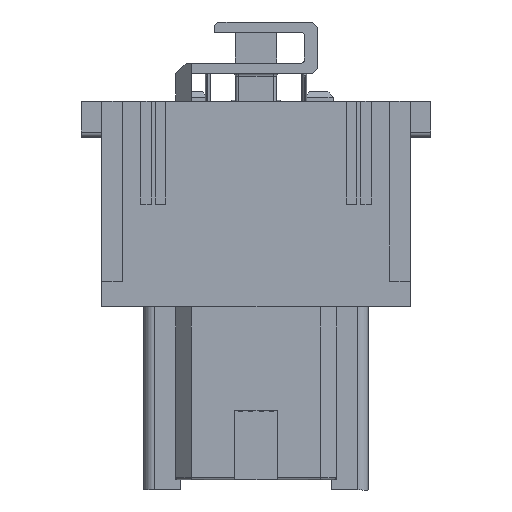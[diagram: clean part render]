
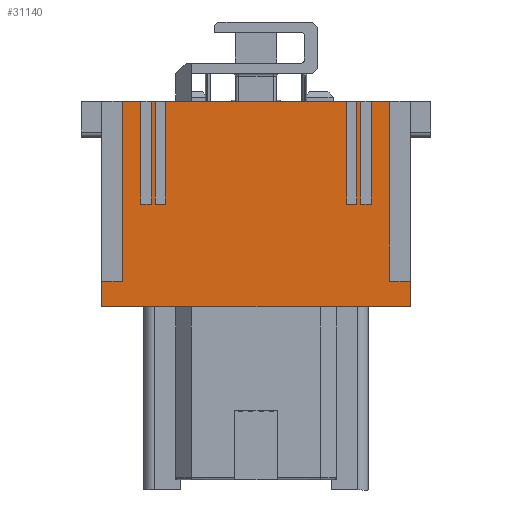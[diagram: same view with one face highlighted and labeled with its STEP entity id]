
A CAD part, left-side view. The second image highlights one B-rep face of the part: STEP entity #31140.
In plain terms, the highlighted face is planar.
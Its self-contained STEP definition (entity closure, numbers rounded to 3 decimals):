
#4710=CARTESIAN_POINT('',(56.048,78.257,
-4.));
#4720=VERTEX_POINT('',#4710);
#6460=CARTESIAN_POINT('',(56.048,78.257,
-30.));
#6470=VERTEX_POINT('',#6460);
#6500=CARTESIAN_POINT('',(56.048,78.257,0.));
#6510=DIRECTION('',(0.,0.,1.));
#6520=VECTOR('',#6510,1.);
#6530=LINE('',#6500,#6520);
#6540=CARTESIAN_POINT('',(56.048,78.257,
-28.195));
#6550=VERTEX_POINT('',#6540);
#6560=EDGE_CURVE('',#6470,#6550,#6530,.T.);
#6780=CARTESIAN_POINT('',(56.048,78.257,
-27.195));
#6790=VERTEX_POINT('',#6780);
#6820=CARTESIAN_POINT('',(56.048,78.257,
-26.805));
#6830=VERTEX_POINT('',#6820);
#6840=EDGE_CURVE('',#6790,#6830,#6530,.T.);
#7060=CARTESIAN_POINT('',(56.048,78.257,
-25.805));
#7070=VERTEX_POINT('',#7060);
#7100=CARTESIAN_POINT('',(56.048,78.257,
-8.195));
#7110=VERTEX_POINT('',#7100);
#7120=EDGE_CURVE('',#7070,#7110,#6530,.T.);
#7340=CARTESIAN_POINT('',(56.048,78.257,
-7.195));
#7350=VERTEX_POINT('',#7340);
#7380=CARTESIAN_POINT('',(56.048,78.257,
-6.805));
#7390=VERTEX_POINT('',#7380);
#7400=EDGE_CURVE('',#7350,#7390,#6530,.T.);
#7620=CARTESIAN_POINT('',(56.048,78.257,
-5.805));
#7630=VERTEX_POINT('',#7620);
#7660=EDGE_CURVE('',#7630,#4720,#6530,.T.);
#8830=CARTESIAN_POINT('',(56.048,68.257,
-28.195));
#8840=VERTEX_POINT('',#8830);
#8870=CARTESIAN_POINT('',(56.048,68.257,0.));
#8880=DIRECTION('',(0.,0.,1.));
#8890=VECTOR('',#8880,1.);
#8900=LINE('',#8870,#8890);
#8910=CARTESIAN_POINT('',(56.048,68.257,
-27.195));
#8920=VERTEX_POINT('',#8910);
#8930=EDGE_CURVE('',#8840,#8920,#8900,.T.);
#9210=CARTESIAN_POINT('',(56.048,68.257,
-6.805));
#9220=VERTEX_POINT('',#9210);
#9270=CARTESIAN_POINT('',(56.048,68.257,0.));
#9280=DIRECTION('',(0.,0.,1.));
#9290=VECTOR('',#9280,1.);
#9300=LINE('',#9270,#9290);
#9310=CARTESIAN_POINT('',(56.048,68.257,
-5.805));
#9320=VERTEX_POINT('',#9310);
#9330=EDGE_CURVE('',#9220,#9320,#9300,.T.);
#17730=CARTESIAN_POINT('',(56.048,0.,-8.195));
#17740=DIRECTION('',(0.,-1.,0.));
#17750=VECTOR('',#17740,1.);
#17760=LINE('',#17730,#17750);
#17770=CARTESIAN_POINT('',(56.048,68.257,-8.195)
);
#17780=VERTEX_POINT('',#17770);
#17790=EDGE_CURVE('',#7110,#17780,#17760,.T.);
#18500=CARTESIAN_POINT('',(56.048,60.757,-30.)
);
#18510=VERTEX_POINT('',#18500);
#18660=CARTESIAN_POINT('',(56.048,60.757,-32.)
);
#18670=VERTEX_POINT('',#18660);
#18700=CARTESIAN_POINT('',(56.048,60.757,-4.559)
);
#18710=DIRECTION('',(0.,0.,1.));
#18720=VECTOR('',#18710,1.);
#18730=LINE('',#18700,#18720);
#18740=EDGE_CURVE('',#18670,#18510,#18730,.T.);
#21640=CARTESIAN_POINT('',(56.048,0.,-6.805));
#21650=DIRECTION('',(0.,-1.,0.));
#21660=VECTOR('',#21650,1.);
#21670=LINE('',#21640,#21660);
#21680=EDGE_CURVE('',#7390,#9220,#21670,.T.);
#23920=CARTESIAN_POINT('',(56.048,0.,-5.805));
#23930=DIRECTION('',(0.,1.,0.));
#23940=VECTOR('',#23930,1.);
#23950=LINE('',#23920,#23940);
#23960=EDGE_CURVE('',#9320,#7630,#23950,.T.);
#24840=CARTESIAN_POINT('',(56.048,68.257,0.));
#24850=DIRECTION('',(0.,0.,1.));
#24860=VECTOR('',#24850,1.);
#24870=LINE('',#24840,#24860);
#24880=CARTESIAN_POINT('',(56.048,68.257,
-7.195));
#24890=VERTEX_POINT('',#24880);
#24900=EDGE_CURVE('',#17780,#24890,#24870,.T.);
#25860=CARTESIAN_POINT('',(56.048,58.057,-30.)
);
#25870=DIRECTION('',(0.,-1.,0.));
#25880=VECTOR('',#25870,1.);
#25890=LINE('',#25860,#25880);
#25900=EDGE_CURVE('',#6470,#18510,#25890,.T.);
#26550=CARTESIAN_POINT('',(56.048,58.257,
-2.));
#26560=VERTEX_POINT('',#26550);
#27060=CARTESIAN_POINT('',(56.048,60.757,-2.)
);
#27070=VERTEX_POINT('',#27060);
#27100=CARTESIAN_POINT('',(56.048,58.057,-2.)
);
#27110=DIRECTION('',(0.,-1.,0.));
#27120=VECTOR('',#27110,1.);
#27130=LINE('',#27100,#27120);
#27140=EDGE_CURVE('',#27070,#26560,#27130,.T.);
#27590=CARTESIAN_POINT('',(56.048,0.,-26.805));
#27600=DIRECTION('',(0.,-1.,0.));
#27610=VECTOR('',#27600,1.);
#27620=LINE('',#27590,#27610);
#27630=CARTESIAN_POINT('',(56.048,68.257,
-26.805));
#27640=VERTEX_POINT('',#27630);
#27650=EDGE_CURVE('',#6830,#27640,#27620,.T.);
#27830=CARTESIAN_POINT('',(56.048,68.257,0.));
#27840=DIRECTION('',(0.,0.,1.));
#27850=VECTOR('',#27840,1.);
#27860=LINE('',#27830,#27850);
#27870=CARTESIAN_POINT('',(56.048,68.257,
-25.805));
#27880=VERTEX_POINT('',#27870);
#27890=EDGE_CURVE('',#27640,#27880,#27860,.T.);
#29330=CARTESIAN_POINT('',(56.048,58.257,
-32.));
#29340=VERTEX_POINT('',#29330);
#29370=CARTESIAN_POINT('',(56.048,58.057,-32.));
#29380=DIRECTION('',(0.,-1.,0.));
#29390=VECTOR('',#29380,1.);
#29400=LINE('',#29370,#29390);
#29410=EDGE_CURVE('',#18670,#29340,#29400,.T.);
#30250=CARTESIAN_POINT('',(56.048,0.,-27.195));
#30260=DIRECTION('',(0.,1.,0.));
#30270=VECTOR('',#30260,1.);
#30280=LINE('',#30250,#30270);
#30290=EDGE_CURVE('',#8920,#6790,#30280,.T.);
#30470=CARTESIAN_POINT('',(56.048,0.,-7.195));
#30480=DIRECTION('',(0.,1.,0.));
#30490=VECTOR('',#30480,1.);
#30500=LINE('',#30470,#30490);
#30510=EDGE_CURVE('',#24890,#7350,#30500,.T.);
#30560=CARTESIAN_POINT('',(56.048,80.457,
-0.5));
#30570=DIRECTION('',(1.,0.,0.));
#30580=DIRECTION('',(0.,0.,1.));
#30590=AXIS2_PLACEMENT_3D('',#30560,#30570,#30580);
#30600=PLANE('',#30590);
#30610=ORIENTED_EDGE('',*,*,#23960,.T.);
#30620=ORIENTED_EDGE('',*,*,#9330,.T.);
#30630=ORIENTED_EDGE('',*,*,#21680,.T.);
#30640=ORIENTED_EDGE('',*,*,#7400,.T.);
#30650=ORIENTED_EDGE('',*,*,#30510,.T.);
#30660=ORIENTED_EDGE('',*,*,#24900,.T.);
#30670=ORIENTED_EDGE('',*,*,#17790,.T.);
#30680=ORIENTED_EDGE('',*,*,#7120,.T.);
#30690=CARTESIAN_POINT('',(56.048,0.,-25.805));
#30700=DIRECTION('',(0.,1.,0.));
#30710=VECTOR('',#30700,1.);
#30720=LINE('',#30690,#30710);
#30730=EDGE_CURVE('',#27880,#7070,#30720,.T.);
#30740=ORIENTED_EDGE('',*,*,#30730,.T.);
#30750=ORIENTED_EDGE('',*,*,#27890,.T.);
#30760=ORIENTED_EDGE('',*,*,#27650,.T.);
#30770=ORIENTED_EDGE('',*,*,#6840,.T.);
#30780=ORIENTED_EDGE('',*,*,#30290,.T.);
#30790=ORIENTED_EDGE('',*,*,#8930,.T.);
#30800=CARTESIAN_POINT('',(56.048,0.,-28.195));
#30810=DIRECTION('',(0.,-1.,0.));
#30820=VECTOR('',#30810,1.);
#30830=LINE('',#30800,#30820);
#30840=EDGE_CURVE('',#6550,#8840,#30830,.T.);
#30850=ORIENTED_EDGE('',*,*,#30840,.T.);
#30860=ORIENTED_EDGE('',*,*,#6560,.T.);
#30870=ORIENTED_EDGE('',*,*,#25900,.F.);
#30880=ORIENTED_EDGE('',*,*,#18740,.T.);
#30890=ORIENTED_EDGE('',*,*,#29410,.F.);
#30900=CARTESIAN_POINT('',(56.048,58.257,0.));
#30910=DIRECTION('',(0.,0.,-1.));
#30920=VECTOR('',#30910,1.);
#30930=LINE('',#30900,#30920);
#30940=EDGE_CURVE('',#26560,#29340,#30930,.T.);
#30950=ORIENTED_EDGE('',*,*,#30940,.T.);
#30960=ORIENTED_EDGE('',*,*,#27140,.T.);
#30970=CARTESIAN_POINT('',(56.048,60.757,-4.559)
);
#30980=DIRECTION('',(0.,0.,1.));
#30990=VECTOR('',#30980,1.);
#31000=LINE('',#30970,#30990);
#31010=CARTESIAN_POINT('',(56.048,60.757,-4.)
);
#31020=VERTEX_POINT('',#31010);
#31030=EDGE_CURVE('',#31020,#27070,#31000,.T.);
#31040=ORIENTED_EDGE('',*,*,#31030,.T.);
#31050=CARTESIAN_POINT('',(56.048,58.057,-4.)
);
#31060=DIRECTION('',(0.,1.,0.));
#31070=VECTOR('',#31060,1.);
#31080=LINE('',#31050,#31070);
#31090=EDGE_CURVE('',#31020,#4720,#31080,.T.);
#31100=ORIENTED_EDGE('',*,*,#31090,.F.);
#31110=ORIENTED_EDGE('',*,*,#7660,.T.);
#31120=EDGE_LOOP('',(#31110,#31100,#31040,#30960,#30950,#30890,#30880,
#30870,#30860,#30850,#30790,#30780,#30770,#30760,#30750,#30740,#30680,
#30670,#30660,#30650,#30640,#30630,#30620,#30610));
#31130=FACE_OUTER_BOUND('',#31120,.T.);
#31140=ADVANCED_FACE('',(#31130),#30600,.T.);
